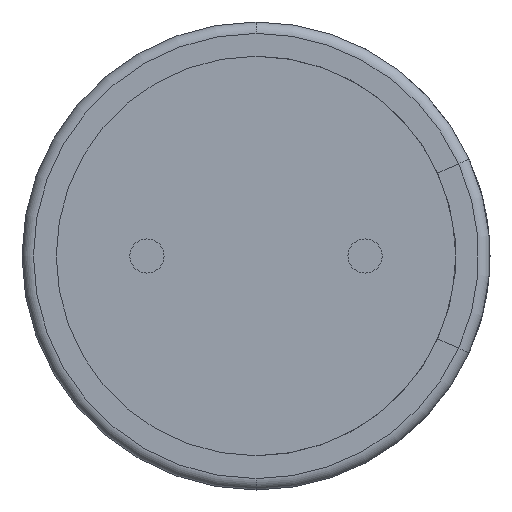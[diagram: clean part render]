
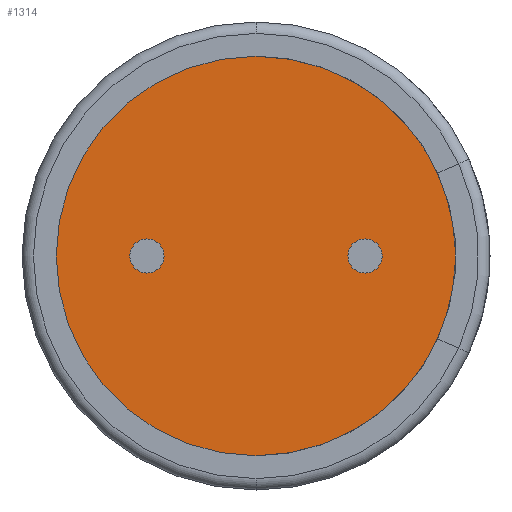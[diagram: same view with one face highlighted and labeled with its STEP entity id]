
A CAD part, front view. The second image highlights one B-rep face of the part: STEP entity #1314.
In plain terms, the highlighted planar face has unit normal (0, -1, 0).
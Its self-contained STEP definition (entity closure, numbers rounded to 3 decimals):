
#75 = FACE_BOUND ( 'NONE', #379, .T. ) ;
#79 = AXIS2_PLACEMENT_3D ( 'NONE', #260, #1994, #521 ) ;
#189 = CARTESIAN_POINT ( 'NONE',  ( 0., 0.6, 0. ) ) ;
#191 = CIRCLE ( 'NONE', #838, 3.5 ) ;
#213 = EDGE_CURVE ( 'NONE', #500, #2580, #191, .T. ) ;
#231 = AXIS2_PLACEMENT_3D ( 'NONE', #189, #1927, #439 ) ;
#260 = CARTESIAN_POINT ( 'NONE',  ( -1.91, 0.6, 0. ) ) ;
#281 = AXIS2_PLACEMENT_3D ( 'NONE', #2198, #707, #2457 ) ;
#327 = AXIS2_PLACEMENT_3D ( 'NONE', #2458, #957, #2700 ) ;
#350 = AXIS2_PLACEMENT_3D ( 'NONE', #2251, #758, #2509 ) ;
#379 = EDGE_LOOP ( 'NONE', ( #2728, #1519 ) ) ;
#425 = PLANE ( 'NONE',  #231 ) ;
#439 = DIRECTION ( 'NONE',  ( 0., 0., -1. ) ) ;
#446 = EDGE_CURVE ( 'NONE', #1484, #2390, #566, .T. ) ;
#500 = VERTEX_POINT ( 'NONE', #2989 ) ;
#521 = DIRECTION ( 'NONE',  ( 0., 0., -1. ) ) ;
#566 = CIRCLE ( 'NONE', #350, 0.3 ) ;
#591 = CIRCLE ( 'NONE', #327, 0.3 ) ;
#630 = CIRCLE ( 'NONE', #281, 0.3 ) ;
#707 = DIRECTION ( 'NONE',  ( 0., -1., 0. ) ) ;
#721 = DIRECTION ( 'NONE',  ( 0., -1., 0. ) ) ;
#758 = DIRECTION ( 'NONE',  ( 0., -1., 0. ) ) ;
#820 = CIRCLE ( 'NONE', #2424, 3.5 ) ;
#831 = EDGE_LOOP ( 'NONE', ( #2516, #1585 ) ) ;
#838 = AXIS2_PLACEMENT_3D ( 'NONE', #2723, #721, #1227 ) ;
#919 = FACE_BOUND ( 'NONE', #1591, .T. ) ;
#957 = DIRECTION ( 'NONE',  ( 0., -1., 0. ) ) ;
#1053 = CIRCLE ( 'NONE', #79, 0.3 ) ;
#1227 = DIRECTION ( 'NONE',  ( 0., 0., -1. ) ) ;
#1251 = DIRECTION ( 'NONE',  ( 0., -1., 0. ) ) ;
#1314 = ADVANCED_FACE ( 'NONE', ( #75, #1960, #919 ), #425, .T. ) ;
#1329 = ORIENTED_EDGE ( 'NONE', *, *, #2146, .F. ) ;
#1484 = VERTEX_POINT ( 'NONE', #1573 ) ;
#1519 = ORIENTED_EDGE ( 'NONE', *, *, #2285, .F. ) ;
#1543 = ORIENTED_EDGE ( 'NONE', *, *, #1910, .F. ) ;
#1573 = CARTESIAN_POINT ( 'NONE',  ( -1.91, 0.6, 0.3 ) ) ;
#1585 = ORIENTED_EDGE ( 'NONE', *, *, #2579, .T. ) ;
#1591 = EDGE_LOOP ( 'NONE', ( #1329, #1543 ) ) ;
#1634 = CARTESIAN_POINT ( 'NONE',  ( 1.91, 0.6, -0.3 ) ) ;
#1849 = VERTEX_POINT ( 'NONE', #1634 ) ;
#1910 = EDGE_CURVE ( 'NONE', #1849, #2726, #591, .T. ) ;
#1927 = DIRECTION ( 'NONE',  ( 0., -1., 0. ) ) ;
#1960 = FACE_OUTER_BOUND ( 'NONE', #831, .T. ) ;
#1979 = CARTESIAN_POINT ( 'NONE',  ( 0., 0.6, 3.5 ) ) ;
#1994 = DIRECTION ( 'NONE',  ( 0., -1., 0. ) ) ;
#2146 = EDGE_CURVE ( 'NONE', #2726, #1849, #630, .T. ) ;
#2198 = CARTESIAN_POINT ( 'NONE',  ( 1.91, 0.6, 0. ) ) ;
#2251 = CARTESIAN_POINT ( 'NONE',  ( -1.91, 0.6, 0. ) ) ;
#2257 = CARTESIAN_POINT ( 'NONE',  ( 1.91, 0.6, 0.3 ) ) ;
#2285 = EDGE_CURVE ( 'NONE', #2390, #1484, #1053, .T. ) ;
#2390 = VERTEX_POINT ( 'NONE', #2907 ) ;
#2424 = AXIS2_PLACEMENT_3D ( 'NONE', #2747, #1251, #2987 ) ;
#2457 = DIRECTION ( 'NONE',  ( 0., 0., -1. ) ) ;
#2458 = CARTESIAN_POINT ( 'NONE',  ( 1.91, 0.6, 0. ) ) ;
#2509 = DIRECTION ( 'NONE',  ( 0., 0., -1. ) ) ;
#2516 = ORIENTED_EDGE ( 'NONE', *, *, #213, .T. ) ;
#2579 = EDGE_CURVE ( 'NONE', #2580, #500, #820, .T. ) ;
#2580 = VERTEX_POINT ( 'NONE', #1979 ) ;
#2700 = DIRECTION ( 'NONE',  ( 0., 0., -1. ) ) ;
#2723 = CARTESIAN_POINT ( 'NONE',  ( 0., 0.6, 0. ) ) ;
#2726 = VERTEX_POINT ( 'NONE', #2257 ) ;
#2728 = ORIENTED_EDGE ( 'NONE', *, *, #446, .F. ) ;
#2747 = CARTESIAN_POINT ( 'NONE',  ( 0., 0.6, 0. ) ) ;
#2907 = CARTESIAN_POINT ( 'NONE',  ( -1.91, 0.6, -0.3 ) ) ;
#2987 = DIRECTION ( 'NONE',  ( 0., 0., -1. ) ) ;
#2989 = CARTESIAN_POINT ( 'NONE',  ( 0., 0.6, -3.5 ) ) ;
